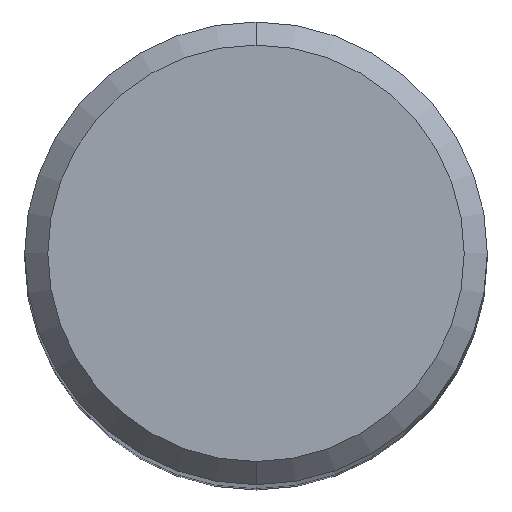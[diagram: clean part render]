
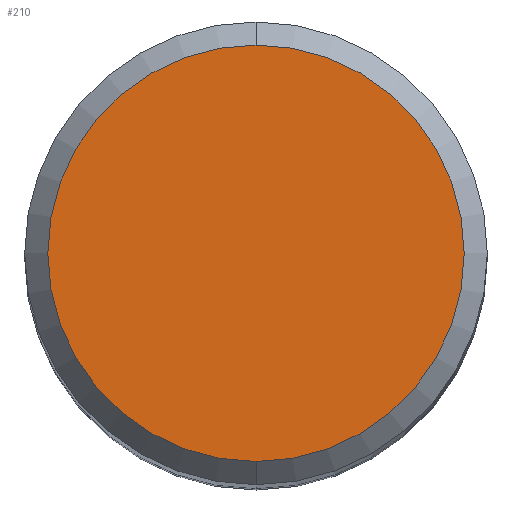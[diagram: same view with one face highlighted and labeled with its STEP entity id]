
A CAD part, top view. The second image highlights one B-rep face of the part: STEP entity #210.
In plain terms, the highlighted planar face has unit normal (0, 0, 1).
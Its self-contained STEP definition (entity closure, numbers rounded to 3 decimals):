
#110=EDGE_CURVE('',#192,#182,#271,.T.);
#146=EDGE_CURVE('',#182,#192,#312,.T.);
#182=VERTEX_POINT('',#354);
#192=VERTEX_POINT('',#367);
#210=ADVANCED_FACE('',(#385),#386,.T.);
#271=CIRCLE('',#447,5.4);
#312=CIRCLE('',#500,5.4);
#354=CARTESIAN_POINT('',(0.,-5.4,0.0));
#367=CARTESIAN_POINT('',(0.0,5.4,0.0));
#385=FACE_OUTER_BOUND('',#590,.T.);
#386=PLANE('',#591);
#447=AXIS2_PLACEMENT_3D('',#646,#647,#648);
#500=AXIS2_PLACEMENT_3D('',#698,#699,#700);
#590=EDGE_LOOP('',(#788,#789));
#591=AXIS2_PLACEMENT_3D('',#790,#791,#792);
#646=CARTESIAN_POINT('',(0.0,0.0,0.0));
#647=DIRECTION('',(0.0,0.0,-1.0));
#648=DIRECTION('',(0.0,1.0,0.0));
#698=CARTESIAN_POINT('',(0.0,0.0,0.0));
#699=DIRECTION('',(0.0,0.0,-1.0));
#700=DIRECTION('',(0.0,1.0,0.0));
#788=ORIENTED_EDGE('',*,*,#110,.F.);
#789=ORIENTED_EDGE('',*,*,#146,.F.);
#790=CARTESIAN_POINT('',(0.0,2.7,0.0));
#791=DIRECTION('',(-0.0,0.0,1.0));
#792=DIRECTION('',(0.0,-1.0,0.0));
